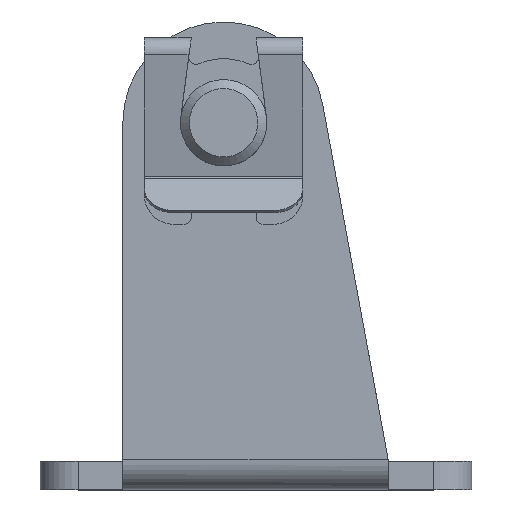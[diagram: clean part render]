
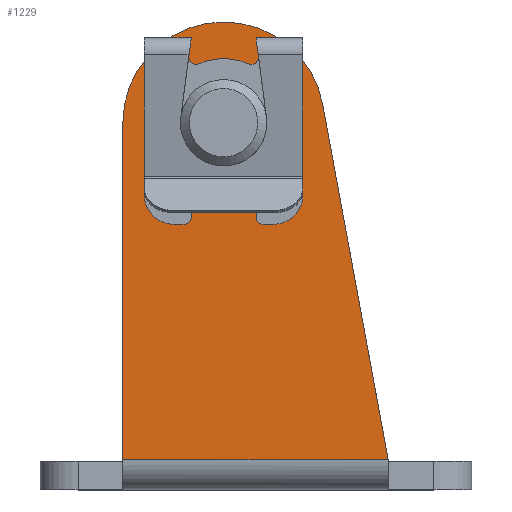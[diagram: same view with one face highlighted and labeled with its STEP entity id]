
A CAD part, top view. The second image highlights one B-rep face of the part: STEP entity #1229.
In plain terms, the highlighted planar face has unit normal (0, 0, 1).
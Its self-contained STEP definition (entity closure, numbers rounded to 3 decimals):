
#93=CIRCLE('',#1348,14.);
#96=CIRCLE('',#1353,6.);
#200=ORIENTED_EDGE('',*,*,#536,.T.);
#201=ORIENTED_EDGE('',*,*,#499,.F.);
#202=ORIENTED_EDGE('',*,*,#513,.F.);
#203=ORIENTED_EDGE('',*,*,#525,.F.);
#204=ORIENTED_EDGE('',*,*,#533,.T.);
#499=EDGE_CURVE('',#673,#674,#794,.T.);
#513=EDGE_CURVE('',#686,#673,#803,.T.);
#525=EDGE_CURVE('',#695,#686,#812,.T.);
#533=EDGE_CURVE('',#695,#674,#93,.F.);
#536=EDGE_CURVE('',#700,#700,#96,.T.);
#673=VERTEX_POINT('',#1881);
#674=VERTEX_POINT('',#1883);
#686=VERTEX_POINT('',#1910);
#695=VERTEX_POINT('',#1935);
#700=VERTEX_POINT('',#1956);
#794=LINE('',#1882,#896);
#803=LINE('',#1911,#905);
#812=LINE('',#1936,#914);
#896=VECTOR('',#1483,1000.);
#905=VECTOR('',#1506,1000.);
#914=VECTOR('',#1529,1000.);
#1006=EDGE_LOOP('',(#200));
#1007=EDGE_LOOP('',(#201,#202,#203,#204));
#1100=FACE_BOUND('',#1006,.T.);
#1101=FACE_BOUND('',#1007,.T.);
#1190=PLANE('',#1352);
#1229=ADVANCED_FACE('',(#1100,#1101),#1190,.F.);
#1348=AXIS2_PLACEMENT_3D('',#1950,#1543,#1544);
#1352=AXIS2_PLACEMENT_3D('',#1954,#1551,#1552);
#1353=AXIS2_PLACEMENT_3D('',#1955,#1553,#1554);
#1483=DIRECTION('',(0.,1.,0.));
#1506=DIRECTION('',(-1.,0.,0.));
#1529=DIRECTION('',(0.181,-0.983,0.));
#1543=DIRECTION('',(0.,0.,-1.));
#1544=DIRECTION('',(-1.,0.,0.));
#1551=DIRECTION('',(0.,0.,-1.));
#1552=DIRECTION('',(-1.,0.,0.));
#1553=DIRECTION('',(0.,0.,-1.));
#1554=DIRECTION('',(-1.,0.,0.));
#1881=CARTESIAN_POINT('',(-18.5,4.198,9.3));
#1882=CARTESIAN_POINT('',(-18.5,65.,9.3));
#1883=CARTESIAN_POINT('',(-18.5,51.,9.3));
#1910=CARTESIAN_POINT('',(18.363,4.198,9.3));
#1911=CARTESIAN_POINT('',(34.5,4.198,9.3));
#1935=CARTESIAN_POINT('',(9.268,53.538,9.3));
#1936=CARTESIAN_POINT('',(8.054,60.125,9.3));
#1950=CARTESIAN_POINT('',(-4.5,51.,9.3));
#1954=CARTESIAN_POINT('',(34.5,65.,9.3));
#1955=CARTESIAN_POINT('',(-4.5,51.,9.3));
#1956=CARTESIAN_POINT('',(-10.5,51.,9.3));
